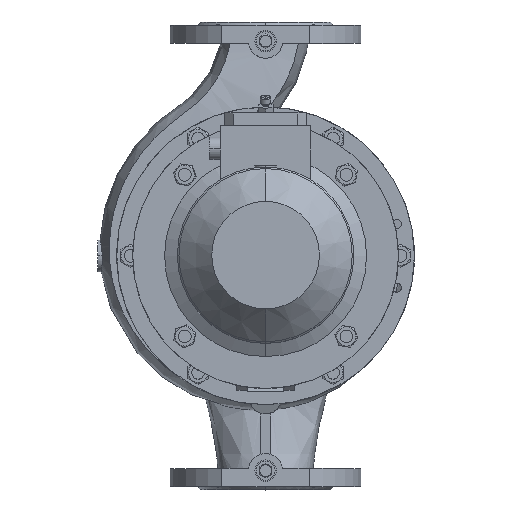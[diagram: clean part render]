
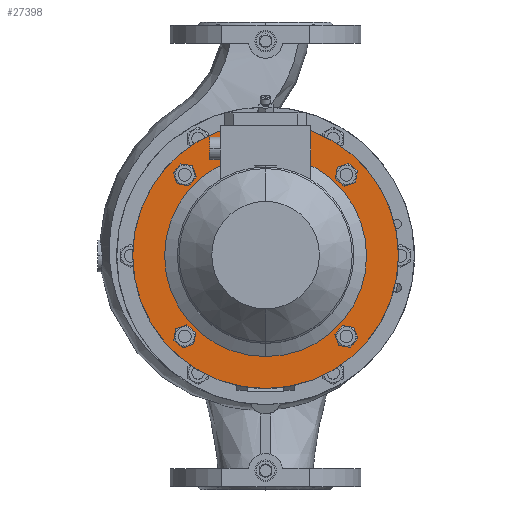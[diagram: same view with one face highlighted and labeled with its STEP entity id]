
A CAD part, top view. The second image highlights one B-rep face of the part: STEP entity #27398.
In plain terms, the highlighted planar face has unit normal (0, 0, 1).
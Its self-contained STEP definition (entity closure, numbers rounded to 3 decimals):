
#671 = FACE_OUTER_BOUND ( 'NONE', #20776, .T. ) ;
#783 = VERTEX_POINT ( 'NONE', #25089 ) ;
#1291 = ORIENTED_EDGE ( 'NONE', *, *, #27072, .F. ) ;
#1500 = ORIENTED_EDGE ( 'NONE', *, *, #15056, .F. ) ;
#1729 = CARTESIAN_POINT ( 'NONE',  ( 0., -95., 176. ) ) ;
#1859 = CIRCLE ( 'NONE', #18358, 9.025 ) ;
#2479 = CARTESIAN_POINT ( 'NONE',  ( 76.014, 76.014, 176. ) ) ;
#2749 = VERTEX_POINT ( 'NONE', #29936 ) ;
#3017 = CIRCLE ( 'NONE', #6568, 9.025 ) ;
#3079 = ORIENTED_EDGE ( 'NONE', *, *, #22311, .T. ) ;
#3139 = DIRECTION ( 'NONE',  ( 0., 0., -1. ) ) ;
#3230 = DIRECTION ( 'NONE',  ( 0., -1., 0. ) ) ;
#3270 = CARTESIAN_POINT ( 'NONE',  ( 0., 125., 176. ) ) ;
#3286 = DIRECTION ( 'NONE',  ( 0., 0., 1. ) ) ;
#3603 = ORIENTED_EDGE ( 'NONE', *, *, #8537, .T. ) ;
#3645 = DIRECTION ( 'NONE',  ( 0., -1., 0. ) ) ;
#4343 = DIRECTION ( 'NONE',  ( 0., 1., 0. ) ) ;
#4471 = CARTESIAN_POINT ( 'NONE',  ( 0., 0., 176. ) ) ;
#4744 = DIRECTION ( 'NONE',  ( 0., 0., -1. ) ) ;
#4844 = AXIS2_PLACEMENT_3D ( 'NONE', #21114, #3286, #5844 ) ;
#4881 = VERTEX_POINT ( 'NONE', #22185 ) ;
#5597 = AXIS2_PLACEMENT_3D ( 'NONE', #28527, #4744, #23156 ) ;
#5808 = VERTEX_POINT ( 'NONE', #15955 ) ;
#5824 = DIRECTION ( 'NONE',  ( 0., -1., 0. ) ) ;
#5844 = DIRECTION ( 'NONE',  ( 0., -1., 0. ) ) ;
#5859 = CIRCLE ( 'NONE', #21122, 125. ) ;
#6133 = CIRCLE ( 'NONE', #27596, 125. ) ;
#6373 = VERTEX_POINT ( 'NONE', #32111 ) ;
#6568 = AXIS2_PLACEMENT_3D ( 'NONE', #16385, #29458, #3230 ) ;
#6605 = CARTESIAN_POINT ( 'NONE',  ( -67.126, 74.447, 176. ) ) ;
#6753 = ORIENTED_EDGE ( 'NONE', *, *, #34447, .T. ) ;
#6963 = CARTESIAN_POINT ( 'NONE',  ( -76.014, -76.014, 176. ) ) ;
#7673 = DIRECTION ( 'NONE',  ( 0., 0., -1. ) ) ;
#7731 = DIRECTION ( 'NONE',  ( 0., -1., 0. ) ) ;
#7960 = EDGE_LOOP ( 'NONE', ( #11221, #6753 ) ) ;
#8537 = EDGE_CURVE ( 'NONE', #31522, #31940, #20349, .T. ) ;
#8608 = FACE_BOUND ( 'NONE', #23987, .T. ) ;
#8841 = CARTESIAN_POINT ( 'NONE',  ( 0., 0., 176. ) ) ;
#9227 = VERTEX_POINT ( 'NONE', #12473 ) ;
#9802 = AXIS2_PLACEMENT_3D ( 'NONE', #13961, #16876, #5824 ) ;
#9968 = CARTESIAN_POINT ( 'NONE',  ( 0., 0., 176. ) ) ;
#10621 = ORIENTED_EDGE ( 'NONE', *, *, #13235, .T. ) ;
#10922 = CIRCLE ( 'NONE', #5597, 95. ) ;
#10949 = EDGE_CURVE ( 'NONE', #6373, #16116, #1859, .T. ) ;
#11221 = ORIENTED_EDGE ( 'NONE', *, *, #24955, .T. ) ;
#11526 = CARTESIAN_POINT ( 'NONE',  ( 76.014, -76.014, 176. ) ) ;
#11920 = AXIS2_PLACEMENT_3D ( 'NONE', #2479, #26717, #7731 ) ;
#12013 = DIRECTION ( 'NONE',  ( 0., 0., -1. ) ) ;
#12473 = CARTESIAN_POINT ( 'NONE',  ( 74.447, 67.126, 176. ) ) ;
#12606 = DIRECTION ( 'NONE',  ( 0., 0., -1. ) ) ;
#12773 = FACE_BOUND ( 'NONE', #14443, .T. ) ;
#13117 = CIRCLE ( 'NONE', #28216, 9.025 ) ;
#13235 = EDGE_CURVE ( 'NONE', #2749, #783, #18437, .T. ) ;
#13690 = EDGE_CURVE ( 'NONE', #783, #2749, #3017, .T. ) ;
#13961 = CARTESIAN_POINT ( 'NONE',  ( -76.014, 76.014, 176. ) ) ;
#14363 = VERTEX_POINT ( 'NONE', #1729 ) ;
#14443 = EDGE_LOOP ( 'NONE', ( #3079, #30421 ) ) ;
#14963 = DIRECTION ( 'NONE',  ( 0., -1., 0. ) ) ;
#15056 = EDGE_CURVE ( 'NONE', #20390, #17933, #5859, .T. ) ;
#15401 = AXIS2_PLACEMENT_3D ( 'NONE', #28732, #20792, #14963 ) ;
#15414 = DIRECTION ( 'NONE',  ( 0., 1., 0. ) ) ;
#15476 = DIRECTION ( 'NONE',  ( 0., -1., 0. ) ) ;
#15955 = CARTESIAN_POINT ( 'NONE',  ( 0., 95., 176. ) ) ;
#16116 = VERTEX_POINT ( 'NONE', #26980 ) ;
#16385 = CARTESIAN_POINT ( 'NONE',  ( 76.014, -76.014, 176. ) ) ;
#16876 = DIRECTION ( 'NONE',  ( 0., 0., -1. ) ) ;
#17848 = EDGE_CURVE ( 'NONE', #31940, #31522, #21708, .T. ) ;
#17933 = VERTEX_POINT ( 'NONE', #3270 ) ;
#18194 = FACE_BOUND ( 'NONE', #7960, .T. ) ;
#18358 = AXIS2_PLACEMENT_3D ( 'NONE', #18626, #3139, #24106 ) ;
#18437 = CIRCLE ( 'NONE', #23771, 9.025 ) ;
#18626 = CARTESIAN_POINT ( 'NONE',  ( -76.014, -76.014, 176. ) ) ;
#19169 = CARTESIAN_POINT ( 'NONE',  ( -84.902, 77.581, 176. ) ) ;
#19565 = DIRECTION ( 'NONE',  ( 0., 0., -1. ) ) ;
#20349 = CIRCLE ( 'NONE', #15401, 9.025 ) ;
#20390 = VERTEX_POINT ( 'NONE', #30515 ) ;
#20488 = AXIS2_PLACEMENT_3D ( 'NONE', #9968, #12606, #15414 ) ;
#20776 = EDGE_LOOP ( 'NONE', ( #1291, #1500 ) ) ;
#20792 = DIRECTION ( 'NONE',  ( 0., 0., -1. ) ) ;
#21114 = CARTESIAN_POINT ( 'NONE',  ( 0., 125., 176. ) ) ;
#21122 = AXIS2_PLACEMENT_3D ( 'NONE', #8841, #19565, #25136 ) ;
#21268 = CIRCLE ( 'NONE', #29207, 9.025 ) ;
#21708 = CIRCLE ( 'NONE', #9802, 9.025 ) ;
#21941 = FACE_BOUND ( 'NONE', #33653, .T. ) ;
#22118 = DIRECTION ( 'NONE',  ( 0., 0., -1. ) ) ;
#22185 = CARTESIAN_POINT ( 'NONE',  ( 77.581, 84.902, 176. ) ) ;
#22311 = EDGE_CURVE ( 'NONE', #16116, #6373, #13117, .T. ) ;
#22769 = FACE_BOUND ( 'NONE', #23968, .T. ) ;
#23156 = DIRECTION ( 'NONE',  ( 0., 1., 0. ) ) ;
#23410 = ORIENTED_EDGE ( 'NONE', *, *, #17848, .T. ) ;
#23771 = AXIS2_PLACEMENT_3D ( 'NONE', #11526, #22118, #27495 ) ;
#23968 = EDGE_LOOP ( 'NONE', ( #29910, #10621 ) ) ;
#23987 = EDGE_LOOP ( 'NONE', ( #3603, #23410 ) ) ;
#24106 = DIRECTION ( 'NONE',  ( 0., -1., 0. ) ) ;
#24955 = EDGE_CURVE ( 'NONE', #9227, #4881, #21268, .T. ) ;
#25089 = CARTESIAN_POINT ( 'NONE',  ( 67.126, -74.447, 176. ) ) ;
#25136 = DIRECTION ( 'NONE',  ( 0., 1., 0. ) ) ;
#25972 = ORIENTED_EDGE ( 'NONE', *, *, #29460, .T. ) ;
#26717 = DIRECTION ( 'NONE',  ( 0., 0., -1. ) ) ;
#26980 = CARTESIAN_POINT ( 'NONE',  ( -74.447, -67.126, 176. ) ) ;
#27072 = EDGE_CURVE ( 'NONE', #17933, #20390, #6133, .T. ) ;
#27398 = ADVANCED_FACE ( 'NONE', ( #8608, #18194, #22769, #12773, #21941, #671 ), #29065, .T. ) ;
#27495 = DIRECTION ( 'NONE',  ( 0., -1., 0. ) ) ;
#27596 = AXIS2_PLACEMENT_3D ( 'NONE', #4471, #28357, #4343 ) ;
#27995 = CARTESIAN_POINT ( 'NONE',  ( 76.014, 76.014, 176. ) ) ;
#28216 = AXIS2_PLACEMENT_3D ( 'NONE', #6963, #7673, #15476 ) ;
#28357 = DIRECTION ( 'NONE',  ( 0., 0., -1. ) ) ;
#28527 = CARTESIAN_POINT ( 'NONE',  ( 0., 0., 176. ) ) ;
#28732 = CARTESIAN_POINT ( 'NONE',  ( -76.014, 76.014, 176. ) ) ;
#28944 = CIRCLE ( 'NONE', #11920, 9.025 ) ;
#29065 = PLANE ( 'NONE',  #4844 ) ;
#29207 = AXIS2_PLACEMENT_3D ( 'NONE', #27995, #12013, #3645 ) ;
#29458 = DIRECTION ( 'NONE',  ( 0., 0., -1. ) ) ;
#29460 = EDGE_CURVE ( 'NONE', #14363, #5808, #30567, .T. ) ;
#29910 = ORIENTED_EDGE ( 'NONE', *, *, #13690, .T. ) ;
#29936 = CARTESIAN_POINT ( 'NONE',  ( 84.902, -77.581, 176. ) ) ;
#30421 = ORIENTED_EDGE ( 'NONE', *, *, #10949, .T. ) ;
#30515 = CARTESIAN_POINT ( 'NONE',  ( 0., -125., 176. ) ) ;
#30567 = CIRCLE ( 'NONE', #20488, 95. ) ;
#31522 = VERTEX_POINT ( 'NONE', #6605 ) ;
#31588 = EDGE_CURVE ( 'NONE', #5808, #14363, #10922, .T. ) ;
#31940 = VERTEX_POINT ( 'NONE', #19169 ) ;
#32111 = CARTESIAN_POINT ( 'NONE',  ( -77.581, -84.902, 176. ) ) ;
#33653 = EDGE_LOOP ( 'NONE', ( #33724, #25972 ) ) ;
#33724 = ORIENTED_EDGE ( 'NONE', *, *, #31588, .T. ) ;
#34447 = EDGE_CURVE ( 'NONE', #4881, #9227, #28944, .T. ) ;
